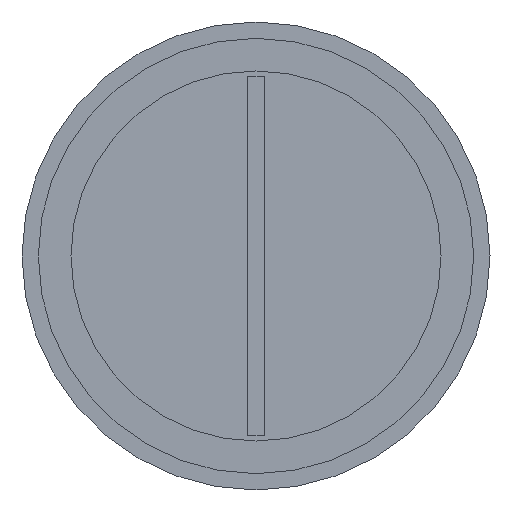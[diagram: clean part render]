
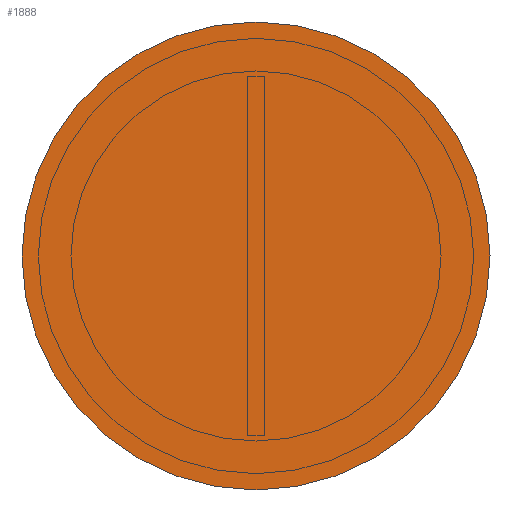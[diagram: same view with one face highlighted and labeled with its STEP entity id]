
A CAD part, left-side view. The second image highlights one B-rep face of the part: STEP entity #1888.
In plain terms, the highlighted planar face has unit normal (-1, 0, 0).
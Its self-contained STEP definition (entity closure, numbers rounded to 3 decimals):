
#258=CIRCLE('',#2223,21.5);
#398=FACE_OUTER_BOUND('',#529,.T.);
#529=EDGE_LOOP('',(#1466));
#923=VERTEX_POINT('',#3311);
#1121=EDGE_CURVE('',#923,#923,#258,.T.);
#1466=ORIENTED_EDGE('',*,*,#1121,.T.);
#1806=PLANE('',#2224);
#1888=ADVANCED_FACE('',(#398),#1806,.T.);
#2223=AXIS2_PLACEMENT_3D('',#3312,#2633,#2634);
#2224=AXIS2_PLACEMENT_3D('',#3314,#2636,#2637);
#2633=DIRECTION('center_axis',(-1.,0.,0.));
#2634=DIRECTION('ref_axis',(0.,0.,1.));
#2636=DIRECTION('center_axis',(-1.,0.,0.));
#2637=DIRECTION('ref_axis',(0.,0.,1.));
#3311=CARTESIAN_POINT('',(0.,-21.5,0.));
#3312=CARTESIAN_POINT('Origin',(0.,0.,
0.));
#3314=CARTESIAN_POINT('Origin',(0.,0.,0.));
